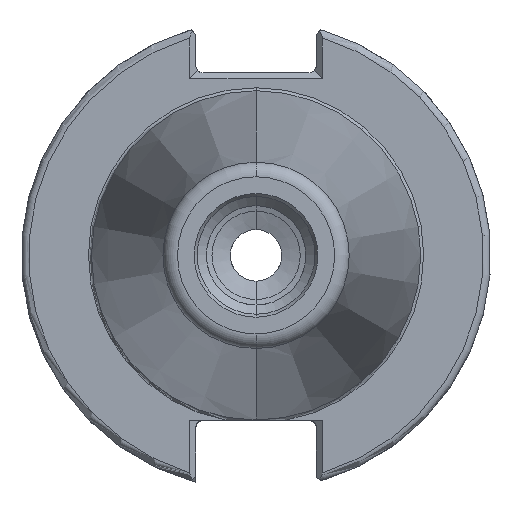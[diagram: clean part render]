
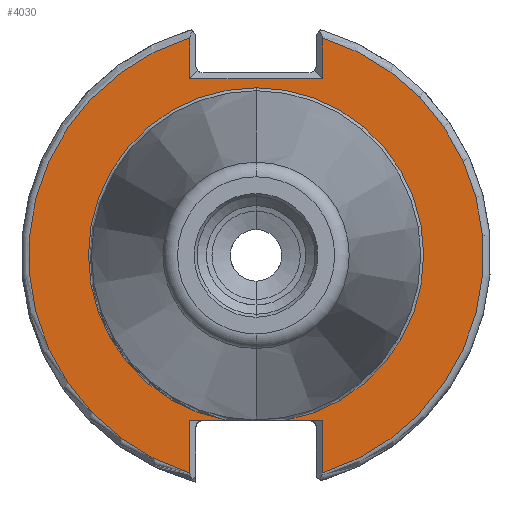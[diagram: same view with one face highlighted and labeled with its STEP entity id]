
A CAD part, left-side view. The second image highlights one B-rep face of the part: STEP entity #4030.
In plain terms, the highlighted planar face has unit normal (-1, 0, 0).
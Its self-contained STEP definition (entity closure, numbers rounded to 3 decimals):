
#39 = EDGE_LOOP ( 'NONE', ( #4500, #1228, #5329, #1959, #1617, #3277, #2545, #476, #860, #4519, #4804 ) ) ;
#49 = CARTESIAN_POINT ( 'NONE',  ( -76.8, 0., 0. ) ) ;
#186 = VERTEX_POINT ( 'NONE', #829 ) ;
#267 = CARTESIAN_POINT ( 'NONE',  ( -76.8, -8.99, -29.563 ) ) ;
#279 = LINE ( 'NONE', #973, #1890 ) ;
#281 = CARTESIAN_POINT ( 'NONE',  ( -76.8, 8.99, 0. ) ) ;
#284 = LINE ( 'NONE', #3298, #4943 ) ;
#390 = DIRECTION ( 'NONE',  ( 0., 0., 1. ) ) ;
#476 = ORIENTED_EDGE ( 'NONE', *, *, #5639, .T. ) ;
#508 = DIRECTION ( 'NONE',  ( 0., 0., 1. ) ) ;
#540 = DIRECTION ( 'NONE',  ( 0., 0., 1. ) ) ;
#556 = VERTEX_POINT ( 'NONE', #3308 ) ;
#599 = CARTESIAN_POINT ( 'NONE',  ( -76.8, 0., 0. ) ) ;
#619 = DIRECTION ( 'NONE',  ( 0., -1., 0. ) ) ;
#636 = CARTESIAN_POINT ( 'NONE',  ( -76.8, -8.99, 24. ) ) ;
#645 = CARTESIAN_POINT ( 'NONE',  ( -76.8, -8.19, -22.41 ) ) ;
#736 = CARTESIAN_POINT ( 'NONE',  ( -76.8, 0., 0. ) ) ;
#802 = FACE_OUTER_BOUND ( 'NONE', #39, .T. ) ;
#829 = CARTESIAN_POINT ( 'NONE',  ( -76.8, -8.99, 29.563 ) ) ;
#860 = ORIENTED_EDGE ( 'NONE', *, *, #3536, .T. ) ;
#930 = CARTESIAN_POINT ( 'NONE',  ( -76.8, -8.99, 24.8 ) ) ;
#939 = DIRECTION ( 'NONE',  ( 0., 0., -1. ) ) ;
#973 = CARTESIAN_POINT ( 'NONE',  ( -76.8, 8.99, 30.831 ) ) ;
#1000 = CARTESIAN_POINT ( 'NONE',  ( -76.8, 8.99, -22.41 ) ) ;
#1091 = DIRECTION ( 'NONE',  ( 0., 0., -1. ) ) ;
#1094 = LINE ( 'NONE', #1463, #4552 ) ;
#1228 = ORIENTED_EDGE ( 'NONE', *, *, #2020, .T. ) ;
#1231 = DIRECTION ( 'NONE',  ( 0., 0., 1. ) ) ;
#1259 = CIRCLE ( 'NONE', #3022, 22.775 ) ;
#1345 = VERTEX_POINT ( 'NONE', #1501 ) ;
#1351 = VERTEX_POINT ( 'NONE', #1462 ) ;
#1429 = EDGE_CURVE ( 'NONE', #186, #5014, #5030, .T. ) ;
#1445 = VERTEX_POINT ( 'NONE', #1000 ) ;
#1462 = CARTESIAN_POINT ( 'NONE',  ( -76.8, 8.99, 29.563 ) ) ;
#1463 = CARTESIAN_POINT ( 'NONE',  ( -76.8, 0., 24. ) ) ;
#1501 = CARTESIAN_POINT ( 'NONE',  ( -76.8, -4.061, -22.41 ) ) ;
#1577 = EDGE_CURVE ( 'NONE', #1856, #1445, #2069, .T. ) ;
#1589 = PLANE ( 'NONE',  #5441 ) ;
#1611 = CARTESIAN_POINT ( 'NONE',  ( -76.8, 0., 0. ) ) ;
#1617 = ORIENTED_EDGE ( 'NONE', *, *, #4450, .F. ) ;
#1673 = AXIS2_PLACEMENT_3D ( 'NONE', #2239, #2228, #2222 ) ;
#1677 = VERTEX_POINT ( 'NONE', #3830 ) ;
#1793 = CARTESIAN_POINT ( 'NONE',  ( -76.8, -8.99, 0. ) ) ;
#1852 = EDGE_CURVE ( 'NONE', #1445, #556, #284, .T. ) ;
#1856 = VERTEX_POINT ( 'NONE', #3113 ) ;
#1890 = VECTOR ( 'NONE', #508, 1000. ) ;
#1959 = ORIENTED_EDGE ( 'NONE', *, *, #1852, .T. ) ;
#2020 = EDGE_CURVE ( 'NONE', #1351, #1856, #3332, .T. ) ;
#2047 = VECTOR ( 'NONE', #619, 1000. ) ;
#2069 = LINE ( 'NONE', #281, #2210 ) ;
#2210 = VECTOR ( 'NONE', #390, 1000. ) ;
#2222 = DIRECTION ( 'NONE',  ( 0., 0., -1. ) ) ;
#2228 = DIRECTION ( 'NONE',  ( -1., 0., 0. ) ) ;
#2239 = CARTESIAN_POINT ( 'NONE',  ( -76.8, 0., 0. ) ) ;
#2340 = EDGE_CURVE ( 'NONE', #1345, #2992, #4391, .T. ) ;
#2436 = EDGE_CURVE ( 'NONE', #5261, #1351, #279, .T. ) ;
#2519 = LINE ( 'NONE', #1793, #3737 ) ;
#2545 = ORIENTED_EDGE ( 'NONE', *, *, #2340, .T. ) ;
#2622 = CARTESIAN_POINT ( 'NONE',  ( -76.8, -8.99, -22.41 ) ) ;
#2642 = VECTOR ( 'NONE', #939, 1000. ) ;
#2970 = AXIS2_PLACEMENT_3D ( 'NONE', #599, #3887, #1091 ) ;
#2992 = VERTEX_POINT ( 'NONE', #2622 ) ;
#3022 = AXIS2_PLACEMENT_3D ( 'NONE', #49, #3378, #540 ) ;
#3023 = DIRECTION ( 'NONE',  ( 0., 0., -1. ) ) ;
#3113 = CARTESIAN_POINT ( 'NONE',  ( -76.8, 8.99, -29.563 ) ) ;
#3142 = DIRECTION ( 'NONE',  ( 0., -1., 0. ) ) ;
#3277 = ORIENTED_EDGE ( 'NONE', *, *, #5556, .F. ) ;
#3298 = CARTESIAN_POINT ( 'NONE',  ( -76.8, -8.19, -22.41 ) ) ;
#3308 = CARTESIAN_POINT ( 'NONE',  ( -76.8, 4.061, -22.41 ) ) ;
#3332 = CIRCLE ( 'NONE', #1673, 30.9 ) ;
#3334 = DIRECTION ( 'NONE',  ( 0., 1., 0. ) ) ;
#3378 = DIRECTION ( 'NONE',  ( -1., 0., 0. ) ) ;
#3536 = EDGE_CURVE ( 'NONE', #4180, #186, #4754, .T. ) ;
#3737 = VECTOR ( 'NONE', #4453, 1000. ) ;
#3830 = CARTESIAN_POINT ( 'NONE',  ( -76.8, 0., 22.775 ) ) ;
#3887 = DIRECTION ( 'NONE',  ( -1., 0., 0. ) ) ;
#4000 = DIRECTION ( 'NONE',  ( -1., 0., 0. ) ) ;
#4030 = ADVANCED_FACE ( 'NONE', ( #802 ), #1589, .F. ) ;
#4121 = CIRCLE ( 'NONE', #4584, 22.775 ) ;
#4180 = VERTEX_POINT ( 'NONE', #267 ) ;
#4391 = LINE ( 'NONE', #645, #2047 ) ;
#4450 = EDGE_CURVE ( 'NONE', #1677, #556, #1259, .T. ) ;
#4453 = DIRECTION ( 'NONE',  ( 0., 0., -1. ) ) ;
#4500 = ORIENTED_EDGE ( 'NONE', *, *, #2436, .T. ) ;
#4519 = ORIENTED_EDGE ( 'NONE', *, *, #1429, .T. ) ;
#4552 = VECTOR ( 'NONE', #3334, 1000. ) ;
#4584 = AXIS2_PLACEMENT_3D ( 'NONE', #736, #4000, #1231 ) ;
#4754 = CIRCLE ( 'NONE', #2970, 30.9 ) ;
#4804 = ORIENTED_EDGE ( 'NONE', *, *, #4872, .T. ) ;
#4872 = EDGE_CURVE ( 'NONE', #5014, #5261, #1094, .T. ) ;
#4943 = VECTOR ( 'NONE', #3142, 1000. ) ;
#5014 = VERTEX_POINT ( 'NONE', #636 ) ;
#5030 = LINE ( 'NONE', #930, #2642 ) ;
#5261 = VERTEX_POINT ( 'NONE', #5299 ) ;
#5299 = CARTESIAN_POINT ( 'NONE',  ( -76.8, 8.99, 24. ) ) ;
#5329 = ORIENTED_EDGE ( 'NONE', *, *, #1577, .T. ) ;
#5441 = AXIS2_PLACEMENT_3D ( 'NONE', #1611, #5504, #3023 ) ;
#5504 = DIRECTION ( 'NONE',  ( 1., 0., 0. ) ) ;
#5556 = EDGE_CURVE ( 'NONE', #1345, #1677, #4121, .T. ) ;
#5639 = EDGE_CURVE ( 'NONE', #2992, #4180, #2519, .T. ) ;
